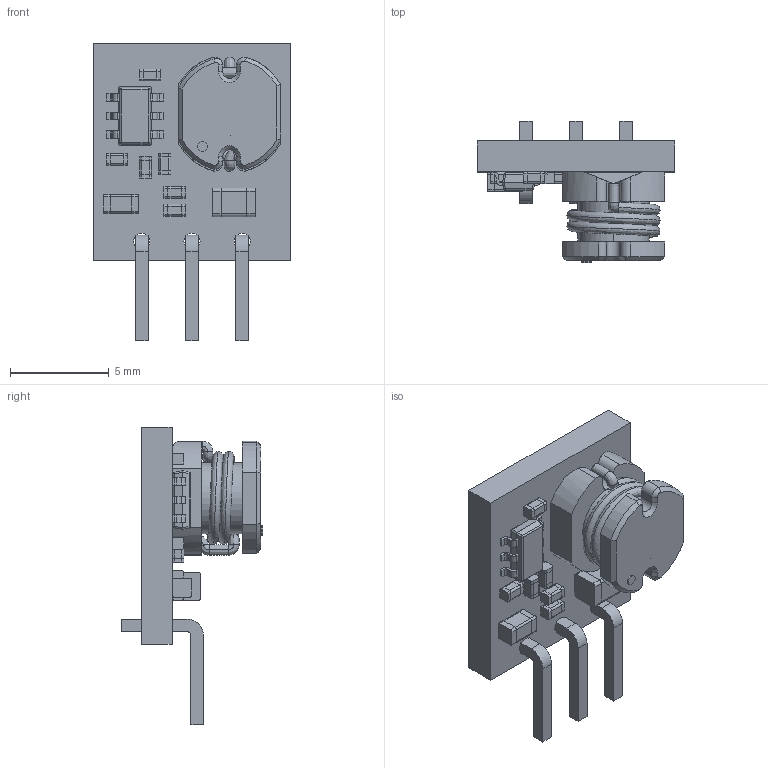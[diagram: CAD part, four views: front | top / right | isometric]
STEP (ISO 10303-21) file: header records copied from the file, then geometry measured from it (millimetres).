
FILE_DESCRIPTION((''),'2;1');
FILE_NAME('EAB0003A_ASM','2017-11-20T09:41:13',('a0412086'),(''),'CREO PARAMETRIC BY PTC INC, 2017260','CREO PARAMETRIC BY PTC INC, 2017260','');
FILE_SCHEMA(('AUTOMOTIVE_DESIGN { 1 0 10303 214 1 1 1 1 }'));
Length unit declared in the file: millimetre
Products named in the file (38): PCB; EXTRUDED-740; 1488469632_ASM; EXTRUDED-1112; 1488469768_ASM; R3_ASM; WE-PD2-M_2; WE-PD2-M_1; WE-PD2-M_ASM; L1_ASM; DDC0006A_2; DDC0006A_1; DDC0006A_ASM; U1-DDC6A_ASM; EXTRUDED-28416; 1488469360_ASM; EXTRUDED-28788; 1488469496_ASM; C1_ASM; C2_ASM; EXTRUDED-29242; 1488469904_ASM; EXTRUDED-29614; 1488470040_ASM; C3_ASM; C4_ASM; EXTRUDED-30068; 1488470176_ASM; EXTRUDED-30440; 1488470312_ASM; C5_ASM; R1_ASM; R2_ASM; EXTRUDED-30932; 1488469224_ASM; FREE-MODELS_ASM; LEAD-SIPMOD; EAB0003A_ASM
Assembly tree (60 placements, depth 4):
  EAB0003A_ASM
    PCB
    R3_ASM
      1488469632_ASM  x2
        EXTRUDED-740
      1488469768_ASM
        EXTRUDED-1112
    L1_ASM
      WE-PD2-M_ASM
        WE-PD2-M_2
        WE-PD2-M_1
    U1-DDC6A_ASM
      DDC0006A_ASM
        DDC0006A_2
        DDC0006A_1  x6
    C1_ASM
      1488469360_ASM  x2
        EXTRUDED-28416
      1488469496_ASM
        EXTRUDED-28788
    C2_ASM
      1488469360_ASM  x2
        EXTRUDED-28416
      1488469496_ASM
        EXTRUDED-28788
    C3_ASM
      1488469904_ASM  x2
        EXTRUDED-29242
      1488470040_ASM
        EXTRUDED-29614
    C4_ASM
      1488469360_ASM  x2
        EXTRUDED-28416
      1488469496_ASM
        EXTRUDED-28788
    C5_ASM
      1488470176_ASM
        EXTRUDED-30068
      1488470312_ASM  x2
        EXTRUDED-30440
    R1_ASM
      1488469360_ASM  x2
        EXTRUDED-28416
      1488469496_ASM
        EXTRUDED-28788
    R2_ASM
      1488469632_ASM  x2
        EXTRUDED-740
      1488469768_ASM
        EXTRUDED-1112
    FREE-MODELS_ASM
      1488469224_ASM
        EXTRUDED-30932
    LEAD-SIPMOD  x3
Bounding box: 10 x 7.18 x 15.1 mm (x, y, z)
Volume: 279.5 mm3; surface area: 663.5 mm2
Topology: 38 solids, 39 shells, 511 faces, 1272 edges, 833 vertices
Faces by surface type: plane 301, cylinder 171, revolution 12, cone 10, sphere 8, extrusion 7, bspline 2
Entity records: 20203 total; most frequent: CARTESIAN_POINT 7781, DIRECTION 1961, ORIENTED_EDGE 1304, PRESENTATION_STYLE_ASSIGNMENT 777, AXIS2_PLACEMENT_3D 729, STYLED_ITEM 695, CURVE_STYLE 670, EDGE_CURVE 652
